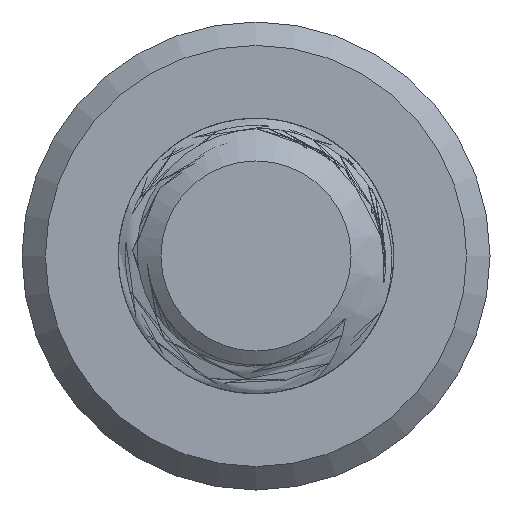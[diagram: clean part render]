
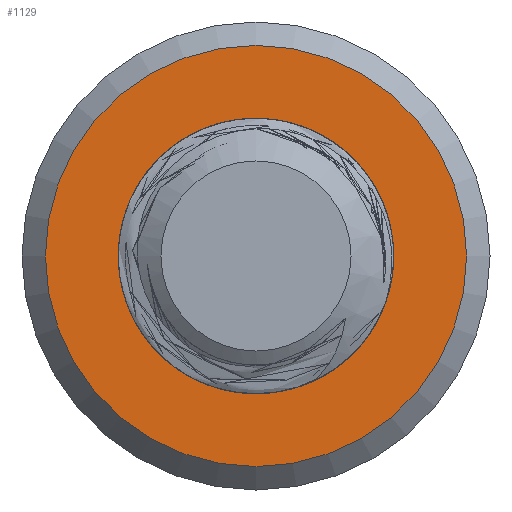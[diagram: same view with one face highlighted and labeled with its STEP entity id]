
A CAD part, left-side view. The second image highlights one B-rep face of the part: STEP entity #1129.
In plain terms, the highlighted face is planar.
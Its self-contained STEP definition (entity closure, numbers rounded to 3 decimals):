
#21=FACE_BOUND('',#165,.T.);
#23=PLANE('',#1224);
#98=FACE_OUTER_BOUND('',#164,.T.);
#164=EDGE_LOOP('',(#893));
#165=EDGE_LOOP('',(#894));
#185=CIRCLE('',#1164,2.5);
#191=CIRCLE('',#1211,3.825);
#412=VERTEX_POINT('',#1500);
#498=VERTEX_POINT('',#4512);
#523=EDGE_CURVE('',#412,#412,#185,.T.);
#650=EDGE_CURVE('',#498,#498,#191,.T.);
#893=ORIENTED_EDGE('',*,*,#650,.T.);
#894=ORIENTED_EDGE('',*,*,#523,.F.);
#1129=ADVANCED_FACE('',(#98,#21),#23,.F.);
#1164=AXIS2_PLACEMENT_3D('',#1502,#1256,#1257);
#1211=AXIS2_PLACEMENT_3D('',#4514,#1390,#1391);
#1224=AXIS2_PLACEMENT_3D('',#4619,#1419,#1420);
#1256=DIRECTION('center_axis',(0.,0.,1.));
#1257=DIRECTION('ref_axis',(1.,0.,0.));
#1390=DIRECTION('center_axis',(0.,0.,1.));
#1391=DIRECTION('ref_axis',(-1.,0.,0.));
#1419=DIRECTION('center_axis',(0.,0.,-1.));
#1420=DIRECTION('ref_axis',(-1.,0.,0.));
#1500=CARTESIAN_POINT('',(-2.5,0.,-50.));
#1502=CARTESIAN_POINT('Origin',(0.,0.,-50.));
#4512=CARTESIAN_POINT('',(3.825,0.,-50.));
#4514=CARTESIAN_POINT('Origin',(0.,0.,-50.));
#4619=CARTESIAN_POINT('Origin',(0.,0.,-50.));
